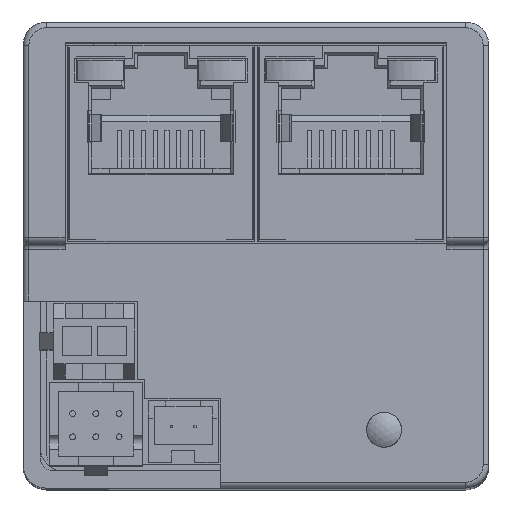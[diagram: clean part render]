
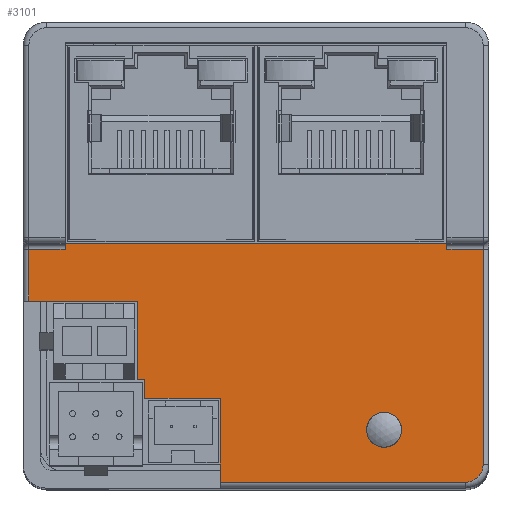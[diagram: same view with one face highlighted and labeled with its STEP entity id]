
A CAD part, top view. The second image highlights one B-rep face of the part: STEP entity #3101.
In plain terms, the highlighted planar face has unit normal (0, 0, 1).
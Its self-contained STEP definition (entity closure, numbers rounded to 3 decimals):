
#20 = FACE_BOUND ( 'NONE', #16054, .T. ) ;
#906 = VERTEX_POINT ( 'NONE', #25683 ) ;
#1003 = CARTESIAN_POINT ( 'NONE',  ( -19.5, 0.5, 85.5 ) ) ;
#1393 = AXIS2_PLACEMENT_3D ( 'NONE', #32320, #26872, #29497 ) ;
#1844 = VECTOR ( 'NONE', #16838, 1000. ) ;
#1890 = CARTESIAN_POINT ( 'NONE',  ( 19.5, 0.5, 85.5 ) ) ;
#2232 = EDGE_CURVE ( 'NONE', #906, #33593, #9105, .T. ) ;
#2484 = VERTEX_POINT ( 'NONE', #1003 ) ;
#2535 = ORIENTED_EDGE ( 'NONE', *, *, #18209, .F. ) ;
#2773 = VERTEX_POINT ( 'NONE', #23989 ) ;
#2813 = ORIENTED_EDGE ( 'NONE', *, *, #18813, .F. ) ;
#2878 = CARTESIAN_POINT ( 'NONE',  ( -16.4, 1., 85.5 ) ) ;
#3101 = ADVANCED_FACE ( 'NONE', ( #21794, #20 ), #12541, .T. ) ;
#3141 = CARTESIAN_POINT ( 'NONE',  ( -10.2, 0., 85.5 ) ) ;
#3194 = VECTOR ( 'NONE', #18072, 1000. ) ;
#4181 = DIRECTION ( 'NONE',  ( 1., 0., 0. ) ) ;
#4222 = CARTESIAN_POINT ( 'NONE',  ( -16.4, 0., 85.5 ) ) ;
#4349 = VECTOR ( 'NONE', #29198, 1000. ) ;
#4420 = ORIENTED_EDGE ( 'NONE', *, *, #21795, .F. ) ;
#4485 = CARTESIAN_POINT ( 'NONE',  ( -19.5, -3.95, 85.5 ) ) ;
#4547 = CARTESIAN_POINT ( 'NONE',  ( 0., -3.95, 85.5 ) ) ;
#4634 = CARTESIAN_POINT ( 'NONE',  ( 0., 0.5, 85.5 ) ) ;
#5143 = CARTESIAN_POINT ( 'NONE',  ( 12.5, -15., 85.5 ) ) ;
#6188 = VERTEX_POINT ( 'NONE', #19870 ) ;
#6273 = ORIENTED_EDGE ( 'NONE', *, *, #14022, .T. ) ;
#6586 = EDGE_CURVE ( 'NONE', #30849, #13461, #14915, .T. ) ;
#6788 = CARTESIAN_POINT ( 'NONE',  ( -3.05, 0., 85.5 ) ) ;
#7747 = EDGE_CURVE ( 'NONE', #22227, #30241, #28247, .T. ) ;
#8120 = EDGE_LOOP ( 'NONE', ( #4420, #17794, #26057, #8841, #20042, #26204, #11490, #2813, #2535, #30445, #20521, #33422, #6273, #10672, #33556 ) ) ;
#8353 = LINE ( 'NONE', #8685, #12007 ) ;
#8685 = CARTESIAN_POINT ( 'NONE',  ( 0., -12.3, 85.5 ) ) ;
#8737 = VECTOR ( 'NONE', #11938, 1000. ) ;
#8841 = ORIENTED_EDGE ( 'NONE', *, *, #33247, .T. ) ;
#8859 = CARTESIAN_POINT ( 'NONE',  ( -16.4, 0.5, 85.5 ) ) ;
#9105 = LINE ( 'NONE', #4547, #23193 ) ;
#9474 = CARTESIAN_POINT ( 'NONE',  ( 0., -10.7, 85.5 ) ) ;
#9758 = DIRECTION ( 'NONE',  ( 1., 0., 0. ) ) ;
#9784 = CARTESIAN_POINT ( 'NONE',  ( 0., 1., 85.5 ) ) ;
#9817 = LINE ( 'NONE', #20018, #8737 ) ;
#10246 = VECTOR ( 'NONE', #33648, 1000. ) ;
#10571 = DIRECTION ( 'NONE',  ( 1., 0., 0. ) ) ;
#10672 = ORIENTED_EDGE ( 'NONE', *, *, #17316, .T. ) ;
#10880 = VERTEX_POINT ( 'NONE', #14655 ) ;
#11321 = DIRECTION ( 'NONE',  ( -1., 0., 0. ) ) ;
#11490 = ORIENTED_EDGE ( 'NONE', *, *, #6586, .F. ) ;
#11745 = DIRECTION ( 'NONE',  ( 0., 1., 0. ) ) ;
#11747 = EDGE_CURVE ( 'NONE', #6188, #32075, #23695, .T. ) ;
#11938 = DIRECTION ( 'NONE',  ( -1., 0., 0. ) ) ;
#12007 = VECTOR ( 'NONE', #11321, 1000. ) ;
#12111 = DIRECTION ( 'NONE',  ( -1., 0., 0. ) ) ;
#12541 = PLANE ( 'NONE',  #1393 ) ;
#12888 = DIRECTION ( 'NONE',  ( -1., 0., 0. ) ) ;
#13453 = CARTESIAN_POINT ( 'NONE',  ( 18., -18., 85.5 ) ) ;
#13461 = VERTEX_POINT ( 'NONE', #16811 ) ;
#14022 = EDGE_CURVE ( 'NONE', #2773, #34244, #31486, .T. ) ;
#14655 = CARTESIAN_POINT ( 'NONE',  ( -9.55, -12.3, 85.5 ) ) ;
#14733 = CARTESIAN_POINT ( 'NONE',  ( -9.55, -10.7, 85.5 ) ) ;
#14915 = LINE ( 'NONE', #9474, #19765 ) ;
#15035 = LINE ( 'NONE', #25733, #31897 ) ;
#15837 = VERTEX_POINT ( 'NONE', #5143 ) ;
#16054 = EDGE_LOOP ( 'NONE', ( #19654 ) ) ;
#16251 = CARTESIAN_POINT ( 'NONE',  ( -3.05, -19.5, 85.5 ) ) ;
#16811 = CARTESIAN_POINT ( 'NONE',  ( -10.2, -10.7, 85.5 ) ) ;
#16838 = DIRECTION ( 'NONE',  ( 0., -1., 0. ) ) ;
#17197 = DIRECTION ( 'NONE',  ( -1., 0., 0. ) ) ;
#17316 = EDGE_CURVE ( 'NONE', #34244, #6188, #29188, .T. ) ;
#17794 = ORIENTED_EDGE ( 'NONE', *, *, #7747, .T. ) ;
#18017 = VERTEX_POINT ( 'NONE', #16251 ) ;
#18072 = DIRECTION ( 'NONE',  ( 0., 1., 0. ) ) ;
#18075 = EDGE_CURVE ( 'NONE', #24817, #2773, #26010, .T. ) ;
#18209 = EDGE_CURVE ( 'NONE', #29731, #10880, #8353, .T. ) ;
#18461 = CARTESIAN_POINT ( 'NONE',  ( 16.4, 1., 85.5 ) ) ;
#18770 = EDGE_CURVE ( 'NONE', #15837, #15837, #33329, .T. ) ;
#18813 = EDGE_CURVE ( 'NONE', #10880, #30849, #28628, .T. ) ;
#19475 = VECTOR ( 'NONE', #4181, 1000. ) ;
#19654 = ORIENTED_EDGE ( 'NONE', *, *, #18770, .F. ) ;
#19765 = VECTOR ( 'NONE', #17197, 1000. ) ;
#19870 = CARTESIAN_POINT ( 'NONE',  ( 16.4, 0.5, 85.5 ) ) ;
#20018 = CARTESIAN_POINT ( 'NONE',  ( 0., 0.5, 85.5 ) ) ;
#20042 = ORIENTED_EDGE ( 'NONE', *, *, #2232, .F. ) ;
#20521 = ORIENTED_EDGE ( 'NONE', *, *, #29361, .T. ) ;
#21358 = DIRECTION ( 'NONE',  ( 0., 0., 1. ) ) ;
#21794 = FACE_OUTER_BOUND ( 'NONE', #8120, .T. ) ;
#21795 = EDGE_CURVE ( 'NONE', #22227, #32075, #23132, .T. ) ;
#22117 = LINE ( 'NONE', #32825, #1844 ) ;
#22227 = VERTEX_POINT ( 'NONE', #2878 ) ;
#23080 = CARTESIAN_POINT ( 'NONE',  ( 18., -19.5, 85.5 ) ) ;
#23119 = VECTOR ( 'NONE', #11745, 1000. ) ;
#23132 = LINE ( 'NONE', #9784, #19475 ) ;
#23177 = CARTESIAN_POINT ( 'NONE',  ( 16.4, 0., 85.5 ) ) ;
#23193 = VECTOR ( 'NONE', #12111, 1000. ) ;
#23450 = EDGE_CURVE ( 'NONE', #18017, #29731, #28703, .T. ) ;
#23695 = LINE ( 'NONE', #23177, #3194 ) ;
#23989 = CARTESIAN_POINT ( 'NONE',  ( 19.5, -18., 85.5 ) ) ;
#24155 = DIRECTION ( 'NONE',  ( 1., 0., 0. ) ) ;
#24817 = VERTEX_POINT ( 'NONE', #23080 ) ;
#25114 = DIRECTION ( 'NONE',  ( 0., -1., 0. ) ) ;
#25263 = CARTESIAN_POINT ( 'NONE',  ( -3.05, -12.3, 85.5 ) ) ;
#25683 = CARTESIAN_POINT ( 'NONE',  ( -10.2, -3.95, 85.5 ) ) ;
#25733 = CARTESIAN_POINT ( 'NONE',  ( 18., -19.5, 85.5 ) ) ;
#26007 = CARTESIAN_POINT ( 'NONE',  ( -9.55, 0., 85.5 ) ) ;
#26010 = CIRCLE ( 'NONE', #34442, 1.5 ) ;
#26057 = ORIENTED_EDGE ( 'NONE', *, *, #30818, .T. ) ;
#26204 = ORIENTED_EDGE ( 'NONE', *, *, #34161, .F. ) ;
#26872 = DIRECTION ( 'NONE',  ( 0., 0., 1. ) ) ;
#27147 = AXIS2_PLACEMENT_3D ( 'NONE', #29332, #34440, #10571 ) ;
#28247 = LINE ( 'NONE', #4222, #29904 ) ;
#28628 = LINE ( 'NONE', #26007, #29941 ) ;
#28703 = LINE ( 'NONE', #6788, #10246 ) ;
#28850 = CARTESIAN_POINT ( 'NONE',  ( 19.5, 1., 85.5 ) ) ;
#29188 = LINE ( 'NONE', #4634, #31106 ) ;
#29198 = DIRECTION ( 'NONE',  ( 0., 1., 0. ) ) ;
#29332 = CARTESIAN_POINT ( 'NONE',  ( 11., -15., 85.5 ) ) ;
#29361 = EDGE_CURVE ( 'NONE', #18017, #24817, #15035, .T. ) ;
#29497 = DIRECTION ( 'NONE',  ( 1., 0., 0. ) ) ;
#29731 = VERTEX_POINT ( 'NONE', #25263 ) ;
#29904 = VECTOR ( 'NONE', #25114, 1000. ) ;
#29941 = VECTOR ( 'NONE', #31806, 1000. ) ;
#30241 = VERTEX_POINT ( 'NONE', #8859 ) ;
#30324 = LINE ( 'NONE', #3141, #23119 ) ;
#30445 = ORIENTED_EDGE ( 'NONE', *, *, #23450, .F. ) ;
#30818 = EDGE_CURVE ( 'NONE', #30241, #2484, #9817, .T. ) ;
#30849 = VERTEX_POINT ( 'NONE', #14733 ) ;
#31106 = VECTOR ( 'NONE', #12888, 1000. ) ;
#31486 = LINE ( 'NONE', #28850, #4349 ) ;
#31806 = DIRECTION ( 'NONE',  ( 0., 1., 0. ) ) ;
#31897 = VECTOR ( 'NONE', #9758, 1000. ) ;
#32075 = VERTEX_POINT ( 'NONE', #18461 ) ;
#32320 = CARTESIAN_POINT ( 'NONE',  ( 0., 0., 85.5 ) ) ;
#32825 = CARTESIAN_POINT ( 'NONE',  ( -19.5, -3.95, 85.5 ) ) ;
#33247 = EDGE_CURVE ( 'NONE', #2484, #33593, #22117, .T. ) ;
#33329 = CIRCLE ( 'NONE', #27147, 1.5 ) ;
#33422 = ORIENTED_EDGE ( 'NONE', *, *, #18075, .T. ) ;
#33556 = ORIENTED_EDGE ( 'NONE', *, *, #11747, .T. ) ;
#33593 = VERTEX_POINT ( 'NONE', #4485 ) ;
#33648 = DIRECTION ( 'NONE',  ( 0., 1., 0. ) ) ;
#34161 = EDGE_CURVE ( 'NONE', #13461, #906, #30324, .T. ) ;
#34244 = VERTEX_POINT ( 'NONE', #1890 ) ;
#34440 = DIRECTION ( 'NONE',  ( 0., 0., 1. ) ) ;
#34442 = AXIS2_PLACEMENT_3D ( 'NONE', #13453, #21358, #24155 ) ;
